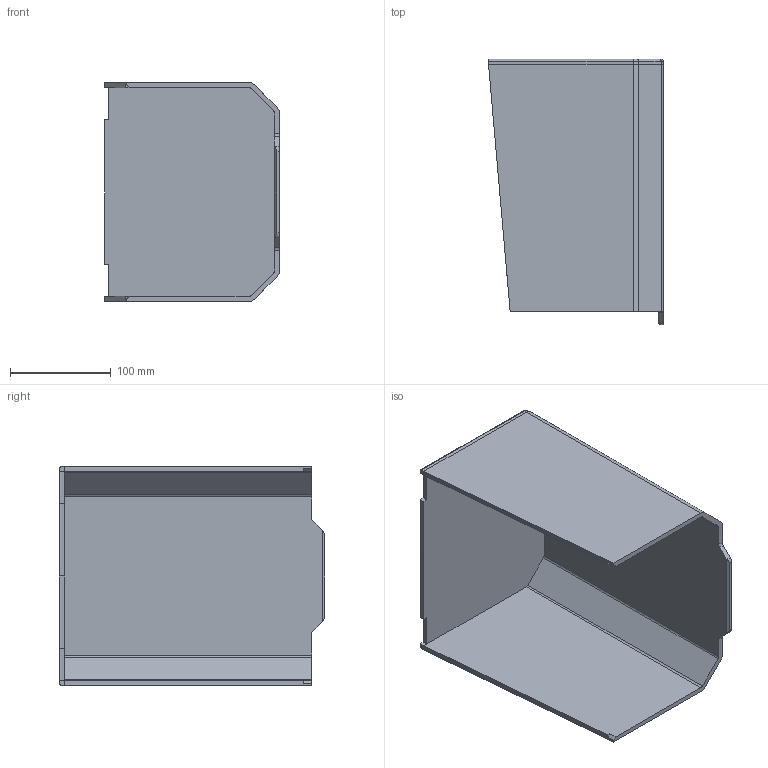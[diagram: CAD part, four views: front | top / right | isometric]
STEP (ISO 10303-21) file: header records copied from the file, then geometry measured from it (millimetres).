
FILE_DESCRIPTION(/* description */ (''),/* implementation_level */ '2;1');
FILE_NAME(/* name */ 'SL1-PLEXI_COVER.step',/* time_stamp */ '2019-08-13T14:05:20+02:00',/* author */ (''),/* organization */ (''),/* preprocessor_version */ 'ST-DEVELOPER v18',/* originating_system */ 'Autodesk Translation Framework v8.2.0.1029',/* authorisation */ '');
FILE_SCHEMA (('AUTOMOTIVE_DESIGN { 1 0 10303 214 3 1 1 }'));
Length unit declared in the file: millimetre
Products named in the file (3): PLEXI_COVER; top; bottom
Assembly tree (2 placements, depth 2):
  PLEXI_COVER
    top
    bottom
Bounding box: 173.43 x 263 x 217 mm (x, y, z)
Volume: 803757.6 mm3; surface area: 332518.2 mm2
Topology: 2 solids, 2 shells, 65 faces, 175 edges, 114 vertices
Faces by surface type: plane 40, cylinder 21, torus 4
Entity records: 2132 total; most frequent: DIRECTION 363, CARTESIAN_POINT 360, ORIENTED_EDGE 350, EDGE_CURVE 175, LINE 129, VECTOR 129, AXIS2_PLACEMENT_3D 117, VERTEX_POINT 114
